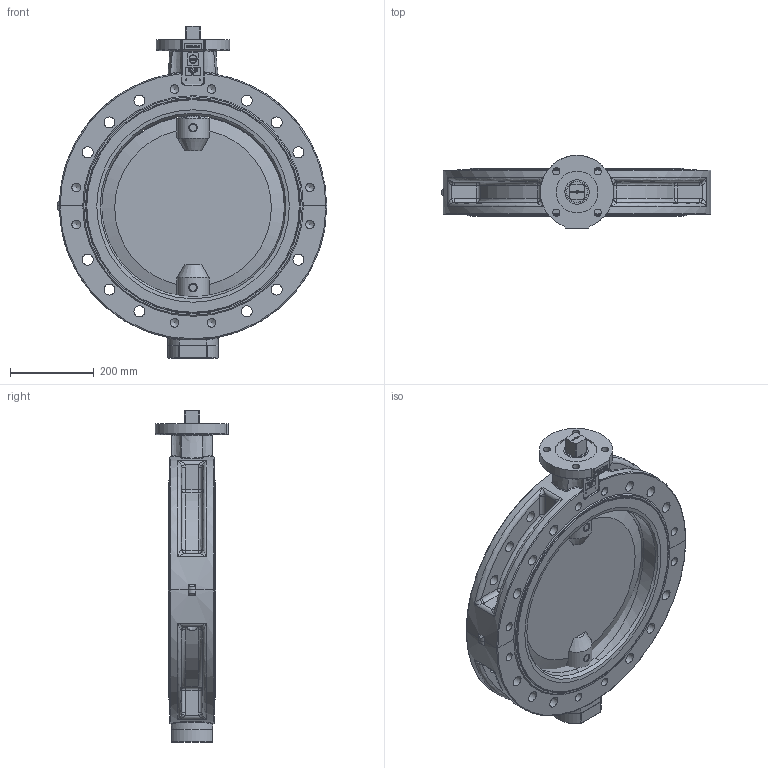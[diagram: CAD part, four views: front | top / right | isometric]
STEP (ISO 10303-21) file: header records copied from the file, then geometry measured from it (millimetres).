
FILE_DESCRIPTION((''),'2;1');
FILE_NAME('T212-A DN450.stp','2007-11-13T15:27:44',('hellwig'),(''),'Autodesk Inventor 11','Autodesk Inventor 11','');
FILE_SCHEMA(('AUTOMOTIVE_DESIGN { 1 0 10303 214 1 1 1 1 }'));
Length unit declared in the file: millimetre
Products named in the file (22): T212-A DN450; T21F-450-0001-14-1; T21F-450-0001-14-2; MP1K-450-0000-27; Lagerbuchse 50x55x30; KDXF-500-0003-40; TF 72x51x2,5; O-Ring 50x2,5; KNXF-000-0000-43_Dachmanschette T211(_FS)T214 [Title [Summary]=DN450(_FS)500]; KRXF-000-0003-40_Abstreifer [Title [Summary]=DN450-500]; DIN 912  (Regelgewinde) - ersetzt durch DIN EN ISO 4762 M24 x 120; DIN EN ISO 2338 10 h8 x 32; O-Ring 80x4; KAXF-450-0000-31; DIN 912  (Regelgewinde) - ersetzt durch DIN EN ISO 4762 M8 x 30; SW1F-450-0000-32; SN1F-450-0000-21; WURS-500-0000-42; WORS-450-0000-41; KSXF-500-0000-41; KXXF-450-0000-40; KEXF-000-0000-43 [DN 450]
Assembly tree (40 placements, depth 3):
  T212-A DN450
    T21F-450-0001-14-1
    T21F-450-0001-14-2
    MP1K-450-0000-27
    Lagerbuchse 50x55x30  x3
    KDXF-500-0003-40  x2
    TF 72x51x2,5  x8
    O-Ring 50x2,5  x2
    KNXF-000-0000-43_Dachmanschette T211(_FS)T214 [Title [Summary]=DN450(_FS)500]  x2
    KRXF-000-0003-40_Abstreifer [Title [Summary]=DN450-500]
    DIN 912  (Regelgewinde) - ersetzt durch DIN EN ISO 4762 M24 x 120  x2
    DIN EN ISO 2338 10 h8 x 32  x2
    O-Ring 80x4
    KAXF-450-0000-31
    DIN 912  (Regelgewinde) - ersetzt durch DIN EN ISO 4762 M8 x 30  x4
    SW1F-450-0000-32
      SN1F-450-0000-21
      WURS-500-0000-42
      WORS-450-0000-41
      KSXF-500-0000-41  x2
    KXXF-450-0000-40
    KEXF-000-0000-43 [DN 450]  x2
Bounding box: 644 x 175 x 793.25 mm (x, y, z)
Volume: 19327622.7 mm3; surface area: 2475851.6 mm2
Topology: 40 solids, 40 shells, 1123 faces, 2789 edges, 1764 vertices
Faces by surface type: plane 384, bspline 345, cylinder 218, cone 130, torus 40, sphere 6
Full cylindrical faces by diameter (mm): 8 x4, 9 x4, 10 x4, 13 x4, 15 x4, 20 x6, 20.752 x10, 24 x2, 34 x1, 36 x2, 40 x2, 50 x13, 50.1 x2, 51 x10, 55 x9, 55.1 x2, 58.2 x1, 72 x9, 73 x4, 75 x2, 84 x1, 100 x1, 443.3 x1, 510 x2
Entity records: 47903 total; most frequent: CARTESIAN_POINT 26445, ORIENTED_EDGE 4396, DIRECTION 3694, EDGE_CURVE 2198, VERTEX_POINT 1516, EDGE_LOOP 1360, AXIS2_PLACEMENT_3D 1357, FACE_OUTER_BOUND 987
